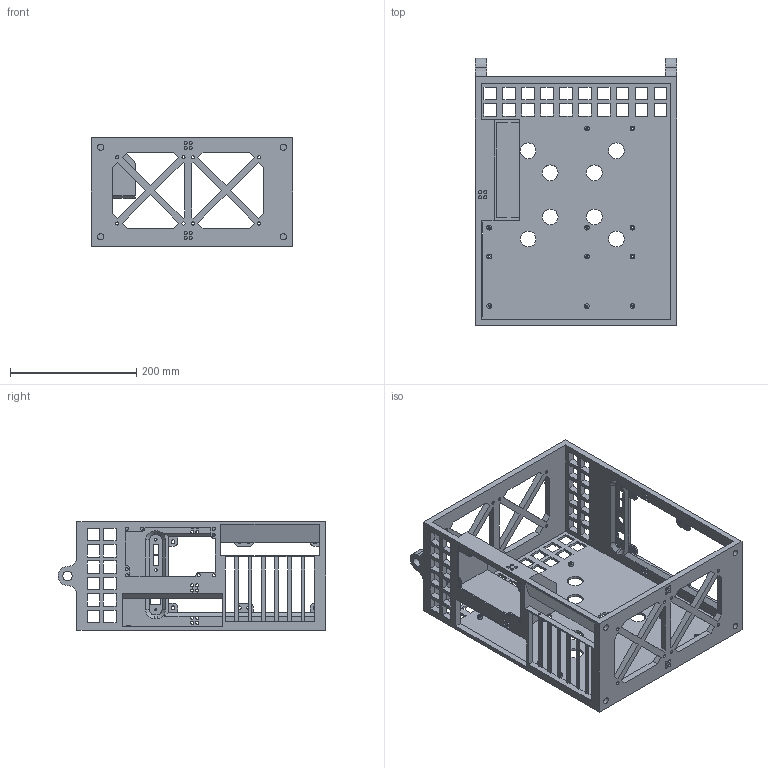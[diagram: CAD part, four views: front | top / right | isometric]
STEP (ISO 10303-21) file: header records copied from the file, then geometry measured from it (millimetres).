
FILE_DESCRIPTION(/* description */ (''),/* implementation_level */ '2;1');
FILE_NAME(/* name */ '__full-case-atx.stp',/* time_stamp */ '2021-12-11T18:59:43-05:00',/* author */ ('Apex'),/* organization */ (''),/* preprocessor_version */ 'ST-DEVELOPER v18.1',/* originating_system */ 'Autodesk Inventor 2021',/* authorisation */ '');
FILE_SCHEMA (('AUTOMOTIVE_DESIGN { 1 0 10303 214 3 1 1 }'));
Length unit declared in the file: millimetre
Products named in the file (1): PC-Case-2
Bounding box: 320 x 425 x 172 mm (x, y, z)
Volume: 1695652.9 mm3; surface area: 629217 mm2
Topology: 1 solids, 1 shells, 524 faces, 1538 edges, 1020 vertices
Faces by surface type: plane 390, cylinder 130, cone 4
Full cylindrical faces by diameter (mm): 3 x14, 4 x3, 5 x48, 6 x8, 7.5 x12, 10 x12, 13 x1, 15 x2, 25 x8
Entity records: 17979 total; most frequent: CARTESIAN_POINT 3087, ORIENTED_EDGE 3076, DIRECTION 2860, EDGE_CURVE 1538, LINE 1262, VECTOR 1262, VERTEX_POINT 1020, EDGE_LOOP 854
